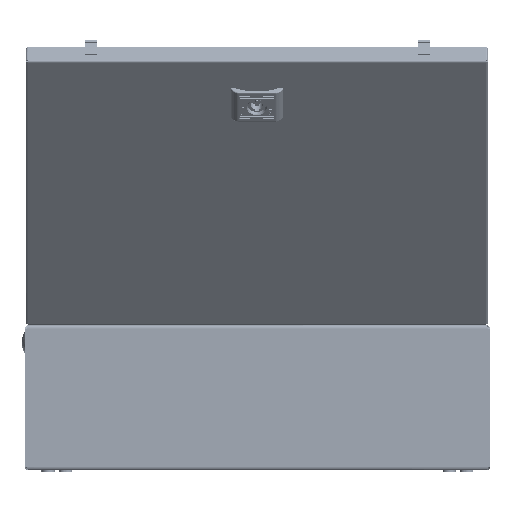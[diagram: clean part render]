
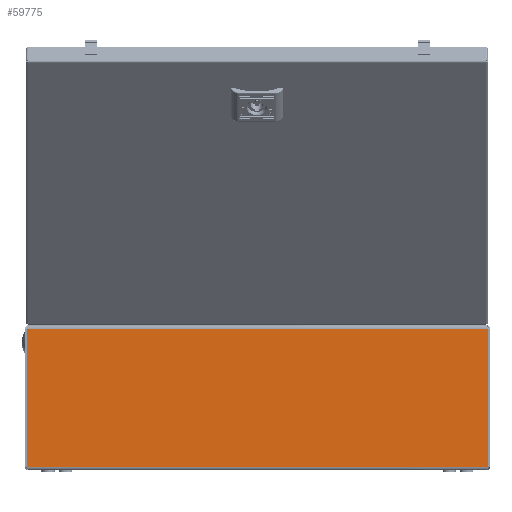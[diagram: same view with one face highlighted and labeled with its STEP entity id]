
A CAD part, front view. The second image highlights one B-rep face of the part: STEP entity #59775.
In plain terms, the highlighted planar face has unit normal (0, -1, 0).
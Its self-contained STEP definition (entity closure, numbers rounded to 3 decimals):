
#1740 = EDGE_CURVE ( 'NONE', #19840, #19833, #52120, .T. ) ;
#1744 = EDGE_CURVE ( 'NONE', #19818, #19814, #52138, .T. ) ;
#1748 = EDGE_CURVE ( 'NONE', #19833, #19814, #52151, .T. ) ;
#1755 = EDGE_CURVE ( 'NONE', #19840, #19818, #52178, .T. ) ;
#15278 = EDGE_LOOP ( 'NONE', ( #37164, #37169, #37174, #37179 ) ) ;
#19814 = VERTEX_POINT ( 'NONE', #140800 ) ;
#19818 = VERTEX_POINT ( 'NONE', #140808 ) ;
#19833 = VERTEX_POINT ( 'NONE', #140836 ) ;
#19840 = VERTEX_POINT ( 'NONE', #140872 ) ;
#37164 = ORIENTED_EDGE ( 'NONE', *, *, #1748, .T. ) ;
#37169 = ORIENTED_EDGE ( 'NONE', *, *, #1744, .F. ) ;
#37174 = ORIENTED_EDGE ( 'NONE', *, *, #1755, .F. ) ;
#37179 = ORIENTED_EDGE ( 'NONE', *, *, #1740, .T. ) ;
#52109 = CARTESIAN_POINT ( 'NONE',  ( 198.4, -150., 1.5 ) ) ;
#52120 = LINE ( 'NONE', #52109, #70348 ) ;
#52130 = DIRECTION ( 'NONE',  ( 0., 0., 1. ) ) ;
#52138 = LINE ( 'NONE', #52141, #70357 ) ;
#52141 = CARTESIAN_POINT ( 'NONE',  ( -198.4, -150., 1.5 ) ) ;
#52143 = DIRECTION ( 'NONE',  ( 0., 0., 1. ) ) ;
#52151 = LINE ( 'NONE', #52154, #70361 ) ;
#52154 = CARTESIAN_POINT ( 'NONE',  ( 197.793, -150., 120.5 ) ) ;
#52156 = DIRECTION ( 'NONE',  ( -1., 0., 0. ) ) ;
#52178 = LINE ( 'NONE', #52181, #70370 ) ;
#52181 = CARTESIAN_POINT ( 'NONE',  ( -198.5, -150., 1.5 ) ) ;
#52183 = DIRECTION ( 'NONE',  ( -1., 0., 0. ) ) ;
#59775 = ADVANCED_FACE ( 'NONE', ( #124544 ), #124546, .F. ) ;
#70348 = VECTOR ( 'NONE', #52130, 1000. ) ;
#70357 = VECTOR ( 'NONE', #52143, 1000. ) ;
#70361 = VECTOR ( 'NONE', #52156, 1000. ) ;
#70370 = VECTOR ( 'NONE', #52183, 1000. ) ;
#94640 = AXIS2_PLACEMENT_3D ( 'NONE', #124537, #124551, #124553 ) ;
#124537 = CARTESIAN_POINT ( 'NONE',  ( -198.5, -150., 122. ) ) ;
#124544 = FACE_OUTER_BOUND ( 'NONE', #15278, .T. ) ;
#124546 = PLANE ( 'NONE',  #94640 ) ;
#124551 = DIRECTION ( 'NONE',  ( 0., 1., 0. ) ) ;
#124553 = DIRECTION ( 'NONE',  ( 0., 0., 1. ) ) ;
#140800 = CARTESIAN_POINT ( 'NONE',  ( -198.4, -150., 120.5 ) ) ;
#140808 = CARTESIAN_POINT ( 'NONE',  ( -198.4, -150., 1.5 ) ) ;
#140836 = CARTESIAN_POINT ( 'NONE',  ( 198.4, -150., 120.5 ) ) ;
#140872 = CARTESIAN_POINT ( 'NONE',  ( 198.4, -150., 1.5 ) ) ;
